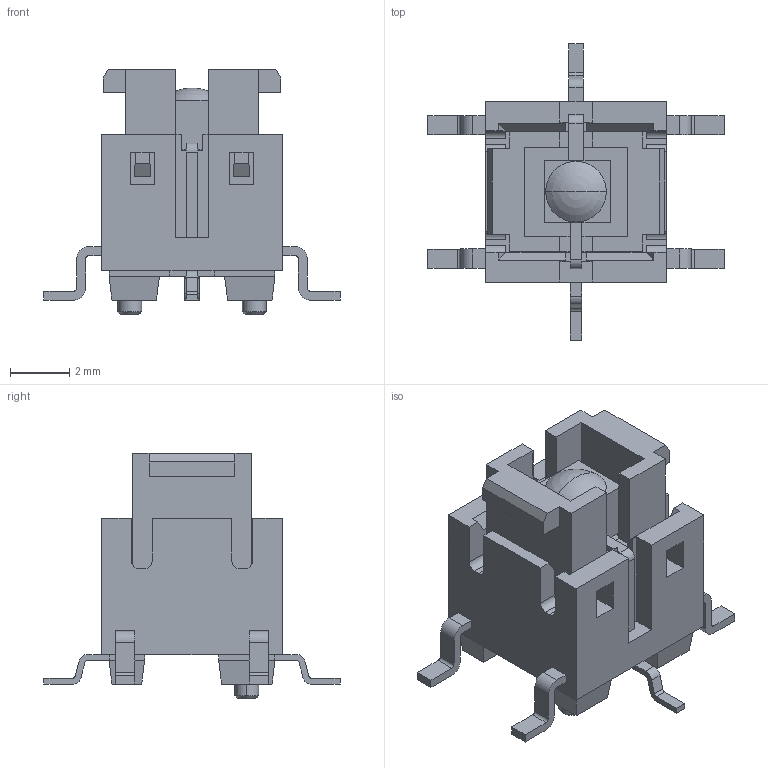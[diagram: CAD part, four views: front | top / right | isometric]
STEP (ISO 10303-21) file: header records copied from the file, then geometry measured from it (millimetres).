
FILE_DESCRIPTION(('FreeCAD Model'),'2;1');
FILE_NAME('C-6-2213819-2.step','2016-10-14T09:52:11',( 'Author'),(''),'Open CASCADE STEP processor 6.8','FreeCAD','Unknown' );
FILE_SCHEMA(('AUTOMOTIVE_DESIGN_CC2 { 1 2 10303 214 -1 1 5 4 }'));
Length unit declared in the file: millimetre
Products named in the file (2): ASSEMBLY; C-6-2213819-2
Assembly tree (1 placements, depth 2):
  ASSEMBLY
    C-6-2213819-2
Bounding box: 10 x 10 x 8.3 mm (x, y, z)
Volume: 180.7 mm3; surface area: 444.5 mm2
Topology: 1 solids, 1 shells, 283 faces, 806 edges, 523 vertices
Faces by surface type: plane 231, cylinder 46, cone 4, sphere 2
Entity records: 24306 total; most frequent: CARTESIAN_POINT 8490, DIRECTION 2829, LINE 2012, VECTOR 2012, ORIENTED_EDGE 1608, PCURVE 1608, DEFINITIONAL_REPRESENTATION 1608, EDGE_CURVE 804
